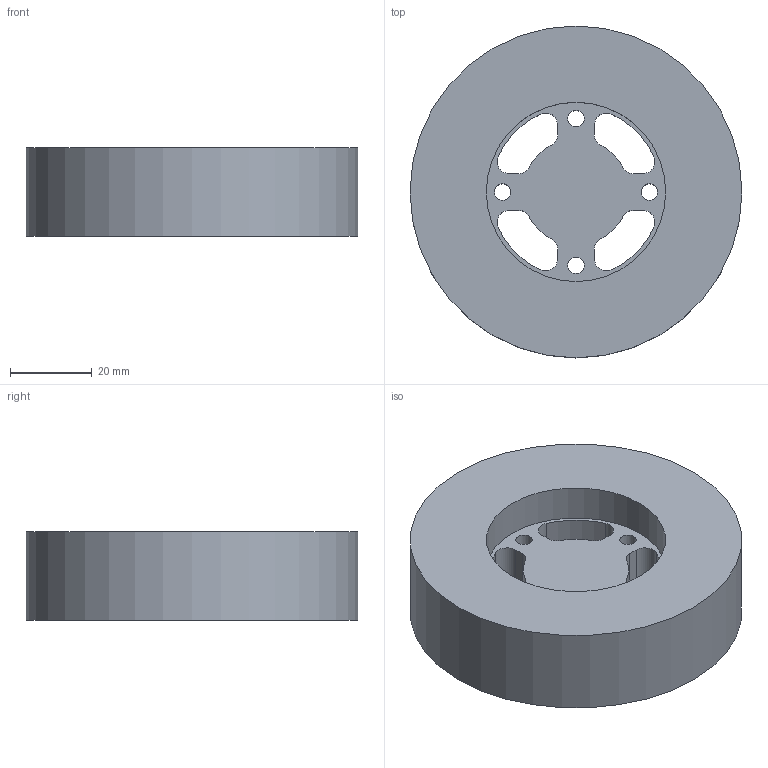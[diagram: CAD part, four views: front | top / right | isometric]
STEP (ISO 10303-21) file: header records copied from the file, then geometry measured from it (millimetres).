
FILE_DESCRIPTION(/* description */ (''),/* implementation_level */ '2;1');
FILE_NAME(/* name */ 'MotorHousing.stp',/* time_stamp */ '2025-08-13T14:18:25-04:00',/* author */ ('Cupri'),/* organization */ (''),/* preprocessor_version */ 'ST-DEVELOPER v20.1',/* originating_system */ 'Autodesk Inventor 2026',/* authorisation */ '');
FILE_SCHEMA (('CONFIG_CONTROL_DESIGN'));
Length unit declared in the file: millimetre
Products named in the file (1): MotorHousing
Bounding box: 81.4 x 81.4 x 21.75 mm (x, y, z)
Volume: 92183 mm3; surface area: 19034.1 mm2
Topology: 1 solids, 1 shells, 41 faces, 114 edges, 76 vertices
Faces by surface type: cylinder 30, plane 11
Full cylindrical faces by diameter (mm): 4 x4, 44 x1, 81.4 x1
Entity records: 1423 total; most frequent: DIRECTION 258, CARTESIAN_POINT 232, ORIENTED_EDGE 228, EDGE_CURVE 114, AXIS2_PLACEMENT_3D 102, VERTEX_POINT 76, CIRCLE 60, EDGE_LOOP 58
